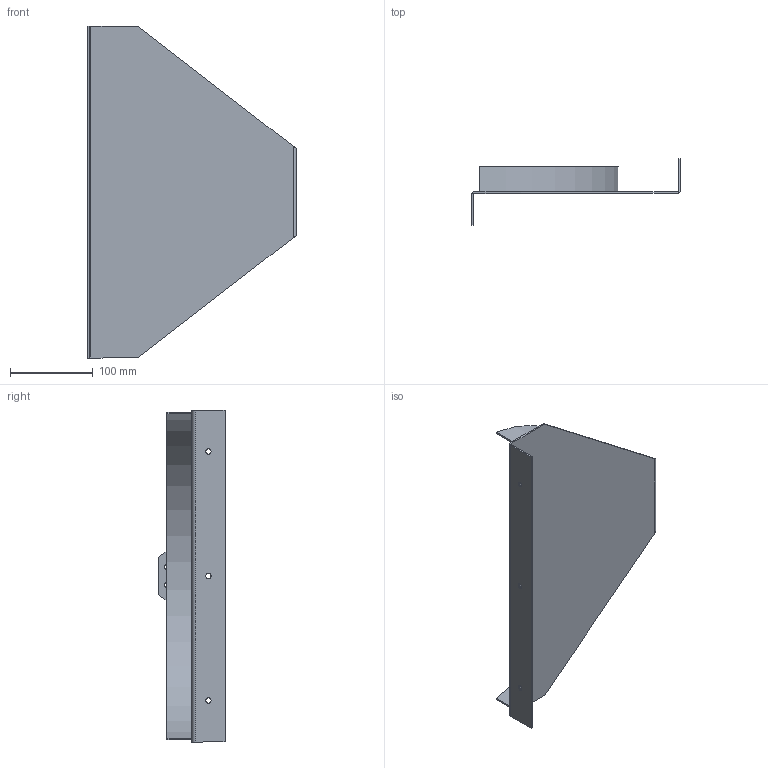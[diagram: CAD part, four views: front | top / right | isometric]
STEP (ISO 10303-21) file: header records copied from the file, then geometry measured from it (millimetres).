
FILE_DESCRIPTION (( 'STEP AP203' ), '1' );
FILE_NAME ('rampe_Défaut_sldprt.STEP', '2019-10-30T13:03:38', ( '' ), ( '' ), 'SwSTEP 2.0', 'SolidWorks 2017', '' );
FILE_SCHEMA (( 'CONFIG_CONTROL_DESIGN' ));
Length unit declared in the file: millimetre
Products named in the file (1): rampe_Défaut_sldprt
Bounding box: 251.64 x 79.64 x 400 mm (x, y, z)
Volume: 212868.1 mm3; surface area: 215713.1 mm2
Topology: 1 solids, 1 shells, 43 faces, 104 edges, 64 vertices
Faces by surface type: plane 21, cylinder 20, bspline 2
Entity records: 1411 total; most frequent: CARTESIAN_POINT 294, DIRECTION 216, ORIENTED_EDGE 208, EDGE_CURVE 104, AXIS2_PLACEMENT_3D 78, VERTEX_POINT 64, LINE 60, VECTOR 60
